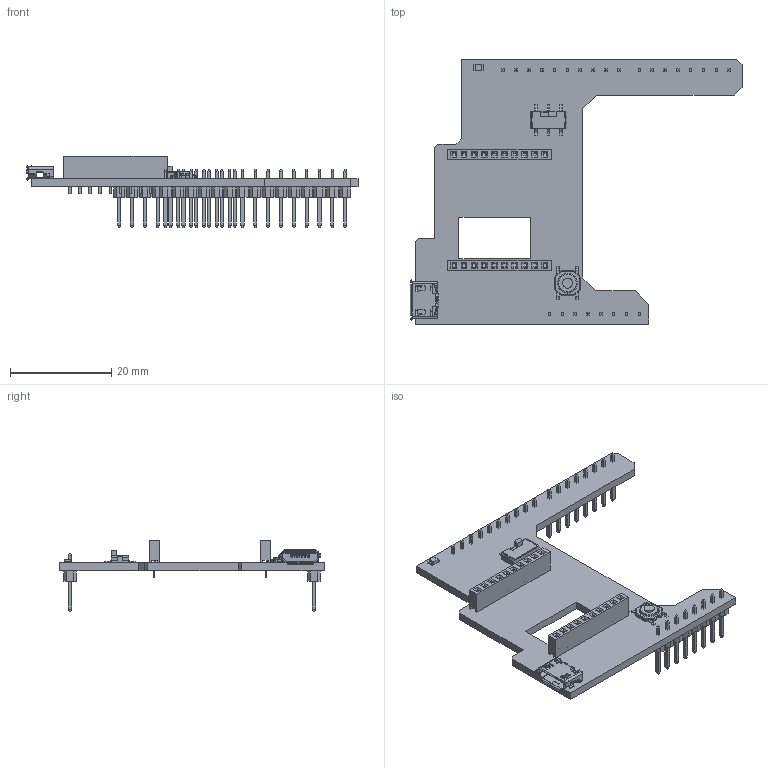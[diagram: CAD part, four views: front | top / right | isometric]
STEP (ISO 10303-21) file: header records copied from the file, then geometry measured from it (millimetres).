
FILE_DESCRIPTION (( 'STEP AP214' ), '1' );
FILE_NAME ('AS-ADP-ARDUINO-TO-XBEEHP-00-R00.STEP', '2022-08-30T22:15:40', ( '' ), ( '' ), 'SwSTEP 2.0', 'SolidWorks 2020', '' );
FILE_SCHEMA (( 'AUTOMOTIVE_DESIGN' ));
Length unit declared in the file: millimetre
Products named in the file (12): MMS-110-01-L-SV.stp; pcb; MMS-110-01-SV_socket.stp; TL3342F160QG--3DModel-STEP-520916.step; A2-8PA-2.54DSA-71---3DModel-STEP-1.step; 10118194-0001LF--3DModel-STEP-533217.step; 7012X1--3DModel-STEP-1.step; AS-ADP-ARDUINO-TO-XBEEHP-00-R00; A2-10PA-2.54DSA-71---3DModel-STEP-1.step; C-63-01-10-SV.stp; AYZ0202AGRLC--3DModel-STEP-56544.step
Assembly tree (14 placements, depth 3):
  AS-ADP-ARDUINO-TO-XBEEHP-00-R00
    pcb
    7012X1--3DModel-STEP-1.step
    10118194-0001LF--3DModel-STEP-533217.step
    A2-8PA-2.54DSA-71---3DModel-STEP-1.step  x2
    A2-10PA-2.54DSA-71---3DModel-STEP-1.step
    AYZ0202AGRLC--3DModel-STEP-56544.step
    MMS-110-01-L-SV.stp
      C-63-01-10-SV.stp
      MMS-110-01-SV_socket.stp
    TL3342F160QG--3DModel-STEP-520916.step
    MMS-110-01-L-SV.stp
      C-63-01-10-SV.stp
      MMS-110-01-SV_socket.stp
Bounding box: 65.69 x 52.32 x 14.09 mm (x, y, z)
Volume: 3653.4 mm3; surface area: 7067.5 mm2
Topology: 22 solids, 22 shells, 2477 faces, 6685 edges, 4297 vertices
Faces by surface type: plane 2099, cylinder 330, bspline 21, cone 15, torus 8, sphere 4
Entity records: 63835 total; most frequent: CARTESIAN_POINT 12957, ORIENTED_EDGE 10790, DIRECTION 9829, EDGE_CURVE 5395, VECTOR 4581, LINE 4581, VERTEX_POINT 3471, AXIS2_PLACEMENT_3D 2624
